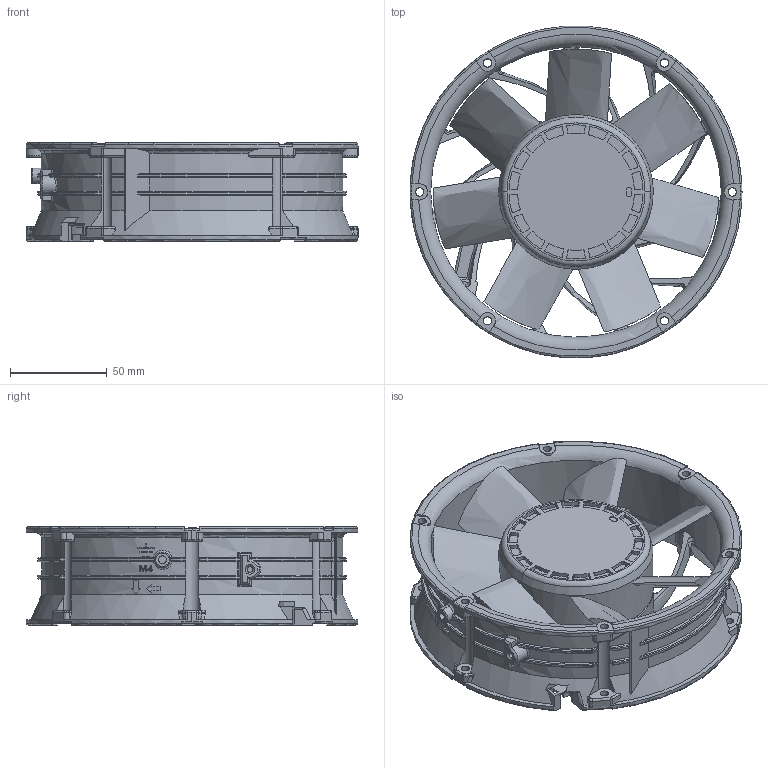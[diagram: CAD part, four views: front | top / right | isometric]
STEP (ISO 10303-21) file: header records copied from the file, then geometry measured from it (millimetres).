
FILE_DESCRIPTION((''),'2;1');
FILE_NAME('THB170X51_ASM','2022-01-11T15:50:00',('FONG.CHEN'),(''),'CREO PARAMETRIC BY PTC INC, 2020454','CREO PARAMETRIC BY PTC INC, 2020454','');
FILE_SCHEMA(('CONFIG_CONTROL_DESIGN'));
Products named in the file (3): FRAME_THB17; THB17IMP; THB170X51_ASM
Assembly tree (2 placements, depth 2):
  THB170X51_ASM
    FRAME_THB17
    THB17IMP
Bounding box: 172 x 171.65 x 50.8 mm (x, y, z)
Volume: 350128.4 mm3; surface area: 132018.2 mm2
Topology: 2 solids, 3 shells, 1471 faces, 4107 edges, 2619 vertices
Faces by surface type: plane 535, cylinder 457, torus 183, bspline 164, cone 56, sphere 56, extrusion 20
Entity records: 70144 total; most frequent: CARTESIAN_POINT 34164, ORIENTED_EDGE 8134, DIRECTION 6862, EDGE_CURVE 4067, AXIS2_PLACEMENT_3D 2754, VERTEX_POINT 2619, EDGE_LOOP 1542, FACE_OUTER_BOUND 1471
